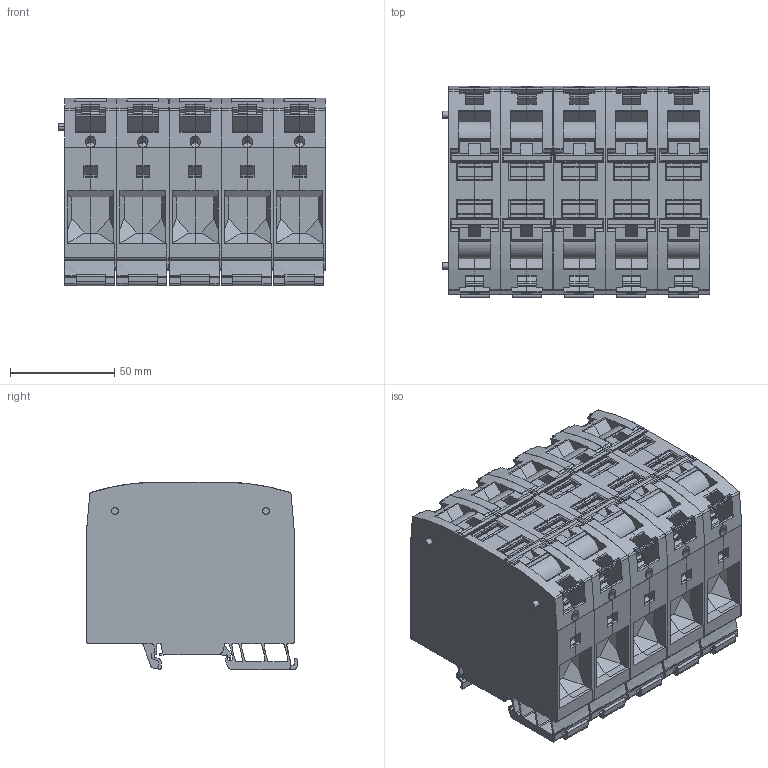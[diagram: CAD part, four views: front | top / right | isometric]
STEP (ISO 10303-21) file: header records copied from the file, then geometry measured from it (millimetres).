
FILE_DESCRIPTION(('CATIA V5 STEP Exchange','CAx-IF Rec.Pracs.--- Model Styling and Organization---1.5--- 2016-08-15','CAx-IF Rec.Pracs.---Supplemental Geometry---1.0---2011-11-01','CAx-IF Rec.Pracs.--- Composite Materials ---1.1---2010-07-15'),'2;1');
FILE_NAME ('1148597-11_2', '2024-10-14T07:16:03+00:00', ('none'), ('Weidmueller'), 'CATIA Version 5-6 Release 2022 SP4 HF5', 'CATIA V5 STEP AP214 v3', 'none');
FILE_SCHEMA(('AUTOMOTIVE_DESIGN { 1 0 10303 214 1 1 1 1 }'));
Products named in the file (1): 2694100000
Bounding box: 128 x 100.97 x 89.65 mm (x, y, z)
Volume: 896455.4 mm3; surface area: 271095.9 mm2
Topology: 30 solids, 60 shells, 3936 faces, 11792 edges, 7988 vertices
Faces by surface type: plane 2122, cylinder 1484, extrusion 290, bspline 20, cone 20
Entity records: 153686 total; most frequent: CARTESIAN_POINT 51535, ORIENTED_EDGE 23564, DIRECTION 16996, EDGE_CURVE 11782, VECTOR 8268, VERTEX_POINT 7988, LINE 7978, AXIS2_PLACEMENT_3D 5451
